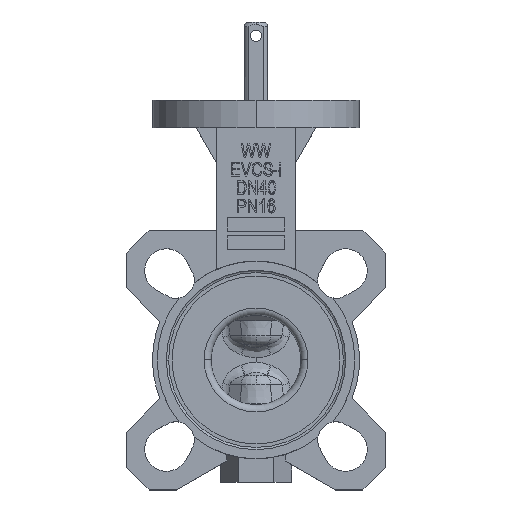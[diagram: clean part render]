
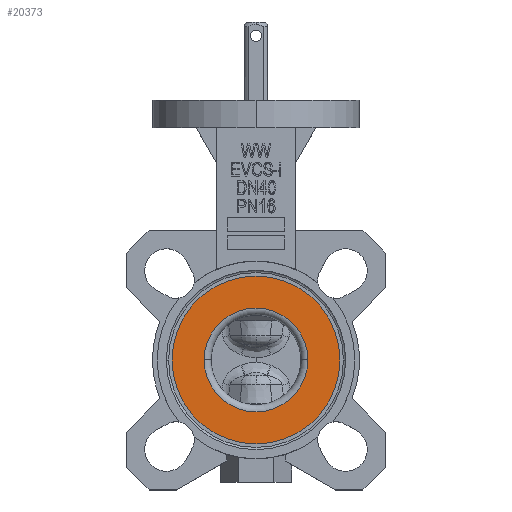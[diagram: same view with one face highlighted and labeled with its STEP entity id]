
A CAD part, top view. The second image highlights one B-rep face of the part: STEP entity #20373.
In plain terms, the highlighted planar face has unit normal (0, 0, 1).
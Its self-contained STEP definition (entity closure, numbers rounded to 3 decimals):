
#755 = AXIS2_PLACEMENT_3D ( 'NONE', #18889, #20756, #11488 ) ;
#894 = EDGE_LOOP ( 'NONE', ( #16175, #21795 ) ) ;
#1941 = EDGE_CURVE ( 'NONE', #9565, #12777, #7237, .T. ) ;
#3548 = CIRCLE ( 'NONE', #12540, 36.5 ) ;
#3553 = CARTESIAN_POINT ( 'NONE',  ( 0., 22.55, 17.5 ) ) ;
#4306 = VERTEX_POINT ( 'NONE', #15331 ) ;
#5451 = ORIENTED_EDGE ( 'NONE', *, *, #6327, .T. ) ;
#5555 = PLANE ( 'NONE',  #6129 ) ;
#6129 = AXIS2_PLACEMENT_3D ( 'NONE', #3553, #18501, #18412 ) ;
#6327 = EDGE_CURVE ( 'NONE', #4306, #8944, #3548, .T. ) ;
#6815 = DIRECTION ( 'NONE',  ( 1., 0., 0. ) ) ;
#7237 = CIRCLE ( 'NONE', #10199, 22.55 ) ;
#7449 = CARTESIAN_POINT ( 'NONE',  ( 0., 0., 17.5 ) ) ;
#8615 = DIRECTION ( 'NONE',  ( 0., 0., 1. ) ) ;
#8944 = VERTEX_POINT ( 'NONE', #21167 ) ;
#9072 = DIRECTION ( 'NONE',  ( 1., 0., 0. ) ) ;
#9106 = EDGE_LOOP ( 'NONE', ( #23258, #5451 ) ) ;
#9167 = CIRCLE ( 'NONE', #22947, 36.5 ) ;
#9352 = CIRCLE ( 'NONE', #755, 22.55 ) ;
#9565 = VERTEX_POINT ( 'NONE', #14147 ) ;
#10199 = AXIS2_PLACEMENT_3D ( 'NONE', #7449, #12731, #9072 ) ;
#10721 = EDGE_CURVE ( 'NONE', #12777, #9565, #9352, .T. ) ;
#10805 = CARTESIAN_POINT ( 'NONE',  ( 0., 0., 17.5 ) ) ;
#11134 = FACE_OUTER_BOUND ( 'NONE', #9106, .T. ) ;
#11488 = DIRECTION ( 'NONE',  ( 1., 0., 0. ) ) ;
#12540 = AXIS2_PLACEMENT_3D ( 'NONE', #10805, #16424, #22130 ) ;
#12731 = DIRECTION ( 'NONE',  ( 0., 0., 1. ) ) ;
#12777 = VERTEX_POINT ( 'NONE', #17151 ) ;
#14147 = CARTESIAN_POINT ( 'NONE',  ( -22.55, 0., 17.5 ) ) ;
#15331 = CARTESIAN_POINT ( 'NONE',  ( -36.5, 0., 17.5 ) ) ;
#16175 = ORIENTED_EDGE ( 'NONE', *, *, #10721, .F. ) ;
#16424 = DIRECTION ( 'NONE',  ( 0., 0., 1. ) ) ;
#17151 = CARTESIAN_POINT ( 'NONE',  ( 22.55, 0., 17.5 ) ) ;
#18412 = DIRECTION ( 'NONE',  ( -1., 0., 0. ) ) ;
#18501 = DIRECTION ( 'NONE',  ( 0., 0., -1. ) ) ;
#18889 = CARTESIAN_POINT ( 'NONE',  ( 0., 0., 17.5 ) ) ;
#19770 = EDGE_CURVE ( 'NONE', #8944, #4306, #9167, .T. ) ;
#20373 = ADVANCED_FACE ( 'NONE', ( #21640, #11134 ), #5555, .F. ) ;
#20756 = DIRECTION ( 'NONE',  ( 0., 0., 1. ) ) ;
#21167 = CARTESIAN_POINT ( 'NONE',  ( 36.5, 0., 17.5 ) ) ;
#21640 = FACE_BOUND ( 'NONE', #894, .T. ) ;
#21784 = CARTESIAN_POINT ( 'NONE',  ( 0., 0., 17.5 ) ) ;
#21795 = ORIENTED_EDGE ( 'NONE', *, *, #1941, .F. ) ;
#22130 = DIRECTION ( 'NONE',  ( 1., 0., 0. ) ) ;
#22947 = AXIS2_PLACEMENT_3D ( 'NONE', #21784, #8615, #6815 ) ;
#23258 = ORIENTED_EDGE ( 'NONE', *, *, #19770, .T. ) ;
